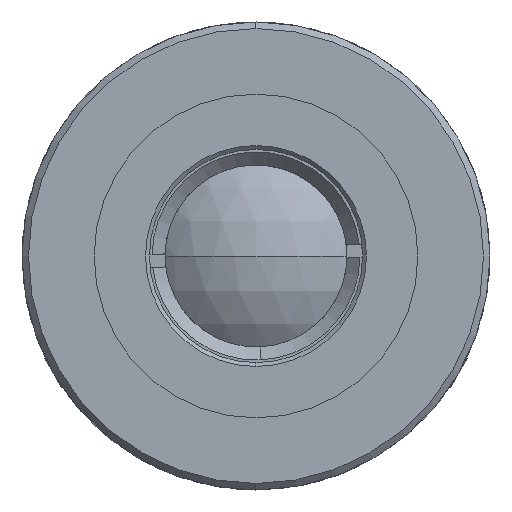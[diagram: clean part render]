
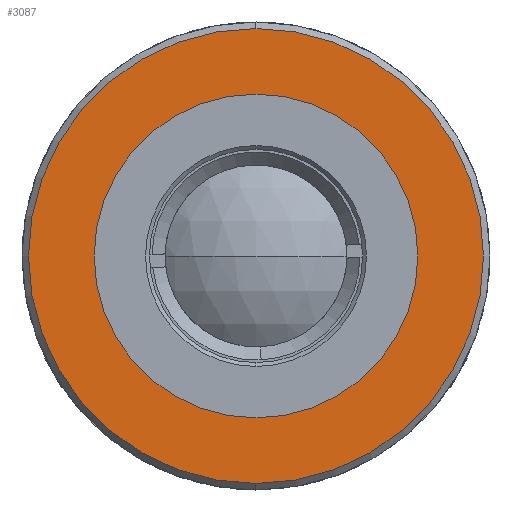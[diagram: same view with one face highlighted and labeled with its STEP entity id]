
A CAD part, left-side view. The second image highlights one B-rep face of the part: STEP entity #3087.
In plain terms, the highlighted planar face has unit normal (-1, 0, 0).
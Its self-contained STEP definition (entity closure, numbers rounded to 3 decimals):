
#67 = EDGE_CURVE ( 'NONE', #3094, #943, #2529, .T. ) ;
#147 = EDGE_LOOP ( 'NONE', ( #2413, #3410 ) ) ;
#152 = VERTEX_POINT ( 'NONE', #1358 ) ;
#313 = ORIENTED_EDGE ( 'NONE', *, *, #1647, .T. ) ;
#468 = AXIS2_PLACEMENT_3D ( 'NONE', #4942, #2489, #2434 ) ;
#724 = PLANE ( 'NONE',  #786 ) ;
#750 = FACE_OUTER_BOUND ( 'NONE', #953, .T. ) ;
#786 = AXIS2_PLACEMENT_3D ( 'NONE', #3204, #4056, #2406 ) ;
#943 = VERTEX_POINT ( 'NONE', #1879 ) ;
#953 = EDGE_LOOP ( 'NONE', ( #4602, #313 ) ) ;
#1112 = DIRECTION ( 'NONE',  ( -1., 0., 0. ) ) ;
#1255 = EDGE_CURVE ( 'NONE', #1282, #152, #3318, .T. ) ;
#1282 = VERTEX_POINT ( 'NONE', #4994 ) ;
#1289 = AXIS2_PLACEMENT_3D ( 'NONE', #2183, #4390, #2338 ) ;
#1358 = CARTESIAN_POINT ( 'NONE',  ( -5.002, 0., 17.5 ) ) ;
#1376 = CIRCLE ( 'NONE', #1289, 12.45 ) ;
#1546 = DIRECTION ( 'NONE',  ( 0., 0., 1. ) ) ;
#1647 = EDGE_CURVE ( 'NONE', #152, #1282, #1768, .T. ) ;
#1768 = CIRCLE ( 'NONE', #2031, 17.5 ) ;
#1874 = DIRECTION ( 'NONE',  ( 0., 0., -1. ) ) ;
#1879 = CARTESIAN_POINT ( 'NONE',  ( -5.002, 0., 12.45 ) ) ;
#1965 = CARTESIAN_POINT ( 'NONE',  ( -5.002, 0., 0. ) ) ;
#2031 = AXIS2_PLACEMENT_3D ( 'NONE', #2412, #3216, #1874 ) ;
#2183 = CARTESIAN_POINT ( 'NONE',  ( -5.002, 0., 0. ) ) ;
#2338 = DIRECTION ( 'NONE',  ( 0., 0., 1. ) ) ;
#2406 = DIRECTION ( 'NONE',  ( 0., 0., -1. ) ) ;
#2412 = CARTESIAN_POINT ( 'NONE',  ( -5.002, 0., 0. ) ) ;
#2413 = ORIENTED_EDGE ( 'NONE', *, *, #5163, .F. ) ;
#2434 = DIRECTION ( 'NONE',  ( 0., 0., -1. ) ) ;
#2489 = DIRECTION ( 'NONE',  ( -1., 0., 0. ) ) ;
#2529 = CIRCLE ( 'NONE', #5205, 12.45 ) ;
#3087 = ADVANCED_FACE ( 'NONE', ( #750, #4464 ), #724, .F. ) ;
#3094 = VERTEX_POINT ( 'NONE', #3674 ) ;
#3204 = CARTESIAN_POINT ( 'NONE',  ( -5.002, 18., 0. ) ) ;
#3216 = DIRECTION ( 'NONE',  ( -1., 0., 0. ) ) ;
#3318 = CIRCLE ( 'NONE', #468, 17.5 ) ;
#3410 = ORIENTED_EDGE ( 'NONE', *, *, #67, .F. ) ;
#3674 = CARTESIAN_POINT ( 'NONE',  ( -5.002, 0., -12.45 ) ) ;
#4056 = DIRECTION ( 'NONE',  ( 1., 0., 0. ) ) ;
#4390 = DIRECTION ( 'NONE',  ( -1., 0., 0. ) ) ;
#4464 = FACE_BOUND ( 'NONE', #147, .T. ) ;
#4602 = ORIENTED_EDGE ( 'NONE', *, *, #1255, .T. ) ;
#4942 = CARTESIAN_POINT ( 'NONE',  ( -5.002, 0., 0. ) ) ;
#4994 = CARTESIAN_POINT ( 'NONE',  ( -5.002, 0., -17.5 ) ) ;
#5163 = EDGE_CURVE ( 'NONE', #943, #3094, #1376, .T. ) ;
#5205 = AXIS2_PLACEMENT_3D ( 'NONE', #1965, #1112, #1546 ) ;
